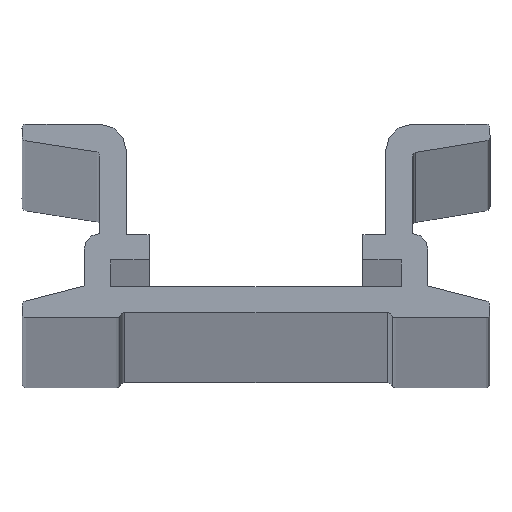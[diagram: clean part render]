
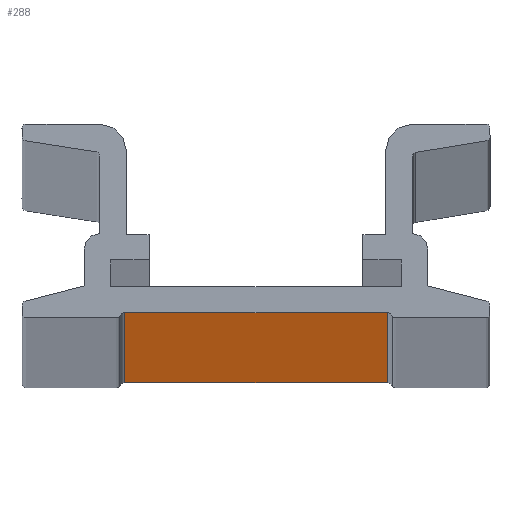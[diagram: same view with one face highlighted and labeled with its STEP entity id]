
A CAD part, top view. The second image highlights one B-rep face of the part: STEP entity #288.
In plain terms, the highlighted planar face has unit normal (0, -1, 0).
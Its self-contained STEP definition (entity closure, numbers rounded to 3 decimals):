
#25 = LINE ( 'NONE', #74, #400 ) ;
#67 = DIRECTION ( 'NONE',  ( 1., 0., 0. ) ) ;
#74 = CARTESIAN_POINT ( 'NONE',  ( 7.381, 0.46, 0. ) ) ;
#136 = CARTESIAN_POINT ( 'NONE',  ( 27.019, 0.46, 300. ) ) ;
#139 = LINE ( 'NONE', #136, #416 ) ;
#161 = DIRECTION ( 'NONE',  ( 0., 0., -1. ) ) ;
#247 = EDGE_CURVE ( 'NONE', #1632, #1544, #635, .T. ) ;
#288 = ADVANCED_FACE ( 'NONE', ( #781 ), #749, .F. ) ;
#346 = VECTOR ( 'NONE', #1188, 1000. ) ;
#400 = VECTOR ( 'NONE', #67, 1000. ) ;
#416 = VECTOR ( 'NONE', #161, 1000. ) ;
#450 = VECTOR ( 'NONE', #618, 1000. ) ;
#498 = AXIS2_PLACEMENT_3D ( 'NONE', #757, #764, #788 ) ;
#614 = CARTESIAN_POINT ( 'NONE',  ( 7.381, 0.46, 300. ) ) ;
#618 = DIRECTION ( 'NONE',  ( 0., 0., -1. ) ) ;
#635 = LINE ( 'NONE', #614, #450 ) ;
#749 = PLANE ( 'NONE',  #498 ) ;
#757 = CARTESIAN_POINT ( 'NONE',  ( 7.381, 0.46, 300. ) ) ;
#764 = DIRECTION ( 'NONE',  ( 0., 1., 0. ) ) ;
#781 = FACE_OUTER_BOUND ( 'NONE', #1532, .T. ) ;
#788 = DIRECTION ( 'NONE',  ( 0., 0., 1. ) ) ;
#896 = CARTESIAN_POINT ( 'NONE',  ( 7.381, 0.46, 0. ) ) ;
#935 = CARTESIAN_POINT ( 'NONE',  ( 27.019, 0.46, 0. ) ) ;
#953 = CARTESIAN_POINT ( 'NONE',  ( 27.019, 0.46, 3000. ) ) ;
#978 = CARTESIAN_POINT ( 'NONE',  ( 7.381, 0.46, 3000. ) ) ;
#1168 = LINE ( 'NONE', #1177, #346 ) ;
#1177 = CARTESIAN_POINT ( 'NONE',  ( 0.038, 0.46, 3000. ) ) ;
#1188 = DIRECTION ( 'NONE',  ( 1., 0., 0. ) ) ;
#1275 = ORIENTED_EDGE ( 'NONE', *, *, #1684, .F. ) ;
#1282 = ORIENTED_EDGE ( 'NONE', *, *, #1724, .T. ) ;
#1310 = ORIENTED_EDGE ( 'NONE', *, *, #1752, .F. ) ;
#1317 = ORIENTED_EDGE ( 'NONE', *, *, #247, .T. ) ;
#1532 = EDGE_LOOP ( 'NONE', ( #1282, #1310, #1275, #1317 ) ) ;
#1544 = VERTEX_POINT ( 'NONE', #896 ) ;
#1546 = VERTEX_POINT ( 'NONE', #935 ) ;
#1617 = VERTEX_POINT ( 'NONE', #953 ) ;
#1632 = VERTEX_POINT ( 'NONE', #978 ) ;
#1684 = EDGE_CURVE ( 'NONE', #1632, #1617, #1168, .T. ) ;
#1724 = EDGE_CURVE ( 'NONE', #1544, #1546, #25, .T. ) ;
#1752 = EDGE_CURVE ( 'NONE', #1617, #1546, #139, .T. ) ;
